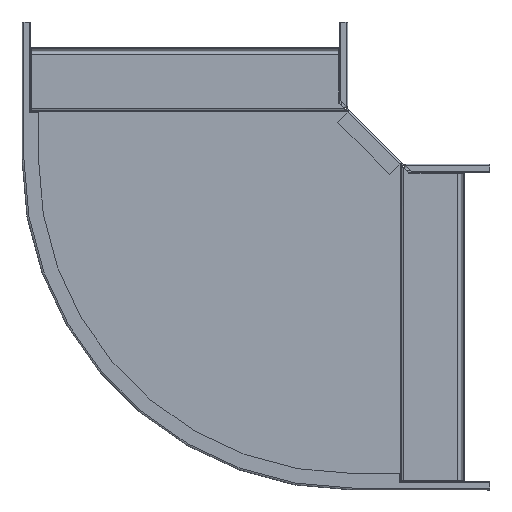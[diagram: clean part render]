
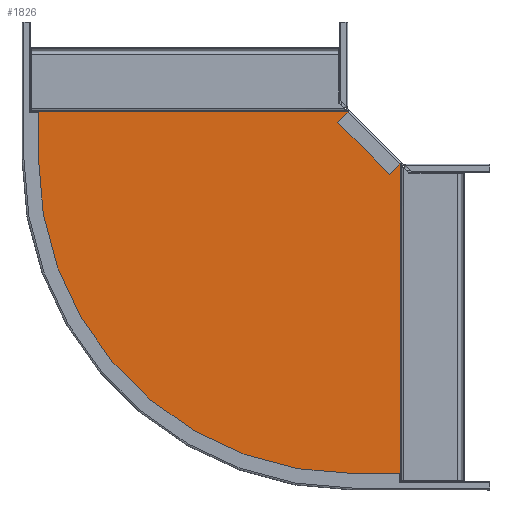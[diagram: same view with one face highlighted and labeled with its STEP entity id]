
A CAD part, front view. The second image highlights one B-rep face of the part: STEP entity #1826.
In plain terms, the highlighted planar face has unit normal (0, -1, 0).
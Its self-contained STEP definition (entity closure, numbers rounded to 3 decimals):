
#11 = CARTESIAN_POINT ( 'NONE',  ( -317.912, -0.75, -19.662 ) ) ;
#84 = CARTESIAN_POINT ( 'NONE',  ( 24.071, -0.75, -19.662 ) ) ;
#106 = VECTOR ( 'NONE', #3032, 1000. ) ;
#157 = ORIENTED_EDGE ( 'NONE', *, *, #2199, .F. ) ;
#164 = CARTESIAN_POINT ( 'NONE',  ( -317.912, -0.75, -19.662 ) ) ;
#229 = CARTESIAN_POINT ( 'NONE',  ( 24.071, -0.75, -24.071 ) ) ;
#262 = LINE ( 'NONE', #1977, #2086 ) ;
#363 = EDGE_CURVE ( 'NONE', #3544, #1377, #262, .T. ) ;
#392 = ORIENTED_EDGE ( 'NONE', *, *, #938, .T. ) ;
#418 = VERTEX_POINT ( 'NONE', #5470 ) ;
#525 = CARTESIAN_POINT ( 'NONE',  ( -317.912, -0.75, 23.412 ) ) ;
#539 = CARTESIAN_POINT ( 'NONE',  ( -19.662, -0.75, -317.912 ) ) ;
#563 = CARTESIAN_POINT ( 'NONE',  ( -12.021, -0.75, 12.021 ) ) ;
#576 = EDGE_CURVE ( 'NONE', #2049, #1597, #2201, .T. ) ;
#653 = EDGE_CURVE ( 'NONE', #1049, #4787, #4382, .T. ) ;
#677 = DIRECTION ( 'NONE',  ( 0., 0., 1. ) ) ;
#783 = VERTEX_POINT ( 'NONE', #229 ) ;
#811 = FACE_OUTER_BOUND ( 'NONE', #5129, .T. ) ;
#938 = EDGE_CURVE ( 'NONE', #1597, #3544, #5438, .T. ) ;
#988 = LINE ( 'NONE', #563, #4939 ) ;
#1002 = LINE ( 'NONE', #2701, #3960 ) ;
#1049 = VERTEX_POINT ( 'NONE', #5163 ) ;
#1104 = VECTOR ( 'NONE', #5166, 1000. ) ;
#1137 = DIRECTION ( 'NONE',  ( 0., 0., -1. ) ) ;
#1182 = DIRECTION ( 'NONE',  ( 0., 0., -1. ) ) ;
#1362 = CARTESIAN_POINT ( 'NONE',  ( -19.662, -0.75, 24.071 ) ) ;
#1377 = VERTEX_POINT ( 'NONE', #525 ) ;
#1390 = DIRECTION ( 'NONE',  ( 0., 0., -1. ) ) ;
#1597 = VERTEX_POINT ( 'NONE', #4300 ) ;
#1629 = PLANE ( 'NONE',  #3542 ) ;
#1743 = VECTOR ( 'NONE', #4855, 1000. ) ;
#1826 = ADVANCED_FACE ( 'NONE', ( #811 ), #1629, .T. ) ;
#1920 = VECTOR ( 'NONE', #1137, 1000. ) ;
#1957 = ORIENTED_EDGE ( 'NONE', *, *, #4805, .F. ) ;
#1977 = CARTESIAN_POINT ( 'NONE',  ( -317.912, -0.75, 23.412 ) ) ;
#2005 = CIRCLE ( 'NONE', #5128, 298.25 ) ;
#2049 = VERTEX_POINT ( 'NONE', #3988 ) ;
#2086 = VECTOR ( 'NONE', #3679, 1000. ) ;
#2199 = EDGE_CURVE ( 'NONE', #2049, #783, #988, .T. ) ;
#2201 = LINE ( 'NONE', #1362, #1104 ) ;
#2232 = DIRECTION ( 'NONE',  ( -1., 0., 0. ) ) ;
#2275 = DIRECTION ( 'NONE',  ( 0.707, 0., -0.707 ) ) ;
#2372 = CARTESIAN_POINT ( 'NONE',  ( 24.071, -0.75, -311.412 ) ) ;
#2701 = CARTESIAN_POINT ( 'NONE',  ( 75.912, -0.75, -311.412 ) ) ;
#2745 = ORIENTED_EDGE ( 'NONE', *, *, #363, .T. ) ;
#3025 = CARTESIAN_POINT ( 'NONE',  ( -311.412, -0.75, 23.412 ) ) ;
#3032 = DIRECTION ( 'NONE',  ( 0., 0., -1. ) ) ;
#3033 = LINE ( 'NONE', #4738, #5194 ) ;
#3087 = ORIENTED_EDGE ( 'NONE', *, *, #5349, .F. ) ;
#3146 = EDGE_CURVE ( 'NONE', #1049, #5244, #2005, .T. ) ;
#3422 = DIRECTION ( 'NONE',  ( 0., 1., 0. ) ) ;
#3425 = EDGE_CURVE ( 'NONE', #418, #4787, #3033, .T. ) ;
#3483 = ORIENTED_EDGE ( 'NONE', *, *, #653, .T. ) ;
#3542 = AXIS2_PLACEMENT_3D ( 'NONE', #3752, #4647, #1182 ) ;
#3544 = VERTEX_POINT ( 'NONE', #3025 ) ;
#3679 = DIRECTION ( 'NONE',  ( -1., 0., 0. ) ) ;
#3752 = CARTESIAN_POINT ( 'NONE',  ( -19.662, -0.75, -19.662 ) ) ;
#3870 = VECTOR ( 'NONE', #677, 1000. ) ;
#3877 = CARTESIAN_POINT ( 'NONE',  ( 23.412, -0.75, -317.912 ) ) ;
#3907 = LINE ( 'NONE', #84, #106 ) ;
#3960 = VECTOR ( 'NONE', #2232, 1000. ) ;
#3988 = CARTESIAN_POINT ( 'NONE',  ( -24.071, -0.75, 24.071 ) ) ;
#4300 = CARTESIAN_POINT ( 'NONE',  ( -311.412, -0.75, 24.071 ) ) ;
#4382 = LINE ( 'NONE', #539, #1743 ) ;
#4517 = VERTEX_POINT ( 'NONE', #2372 ) ;
#4637 = ORIENTED_EDGE ( 'NONE', *, *, #3146, .F. ) ;
#4647 = DIRECTION ( 'NONE',  ( 0., -1., 0. ) ) ;
#4738 = CARTESIAN_POINT ( 'NONE',  ( 23.412, -0.75, -317.912 ) ) ;
#4787 = VERTEX_POINT ( 'NONE', #3877 ) ;
#4805 = EDGE_CURVE ( 'NONE', #783, #4517, #3907, .T. ) ;
#4855 = DIRECTION ( 'NONE',  ( 1., 0., 0. ) ) ;
#4878 = LINE ( 'NONE', #164, #3870 ) ;
#4894 = EDGE_CURVE ( 'NONE', #5244, #1377, #4878, .T. ) ;
#4911 = ORIENTED_EDGE ( 'NONE', *, *, #4894, .F. ) ;
#4939 = VECTOR ( 'NONE', #2275, 1000. ) ;
#4993 = ORIENTED_EDGE ( 'NONE', *, *, #576, .T. ) ;
#5023 = CARTESIAN_POINT ( 'NONE',  ( -311.412, -0.75, 75.912 ) ) ;
#5055 = CARTESIAN_POINT ( 'NONE',  ( -19.662, -0.75, -19.662 ) ) ;
#5128 = AXIS2_PLACEMENT_3D ( 'NONE', #5055, #3422, #5496 ) ;
#5129 = EDGE_LOOP ( 'NONE', ( #157, #4993, #392, #2745, #4911, #4637, #3483, #5354, #3087, #1957 ) ) ;
#5163 = CARTESIAN_POINT ( 'NONE',  ( -19.662, -0.75, -317.912 ) ) ;
#5166 = DIRECTION ( 'NONE',  ( -1., 0., 0. ) ) ;
#5194 = VECTOR ( 'NONE', #1390, 1000. ) ;
#5244 = VERTEX_POINT ( 'NONE', #11 ) ;
#5349 = EDGE_CURVE ( 'NONE', #4517, #418, #1002, .T. ) ;
#5354 = ORIENTED_EDGE ( 'NONE', *, *, #3425, .F. ) ;
#5438 = LINE ( 'NONE', #5023, #1920 ) ;
#5470 = CARTESIAN_POINT ( 'NONE',  ( 23.412, -0.75, -311.412 ) ) ;
#5496 = DIRECTION ( 'NONE',  ( 0., 0., -1. ) ) ;
